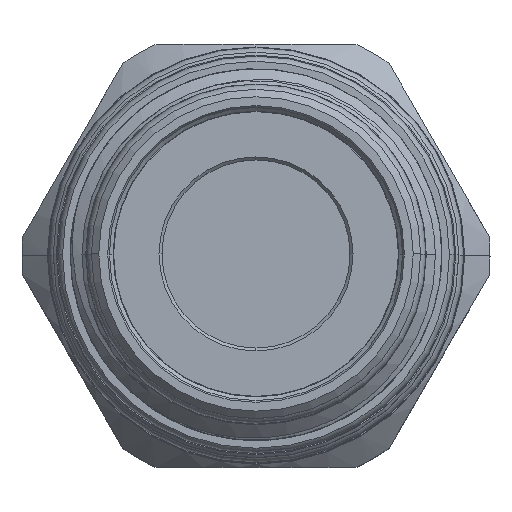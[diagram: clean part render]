
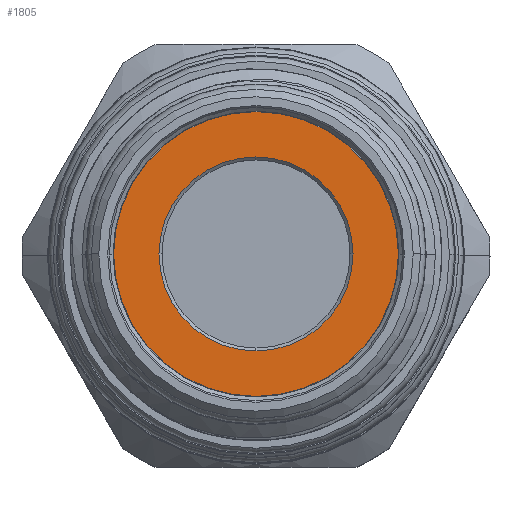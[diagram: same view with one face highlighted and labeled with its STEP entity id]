
A CAD part, top view. The second image highlights one B-rep face of the part: STEP entity #1805.
In plain terms, the highlighted planar face has unit normal (0, 0, 1).
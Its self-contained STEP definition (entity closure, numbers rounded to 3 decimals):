
#42 = CARTESIAN_POINT ( 'NONE',  ( 0., 9.615, 19.06 ) ) ;
#329 = CIRCLE ( 'NONE', #4040, 9.615 ) ;
#389 = DIRECTION ( 'NONE',  ( 0., -1., 0. ) ) ;
#411 = VERTEX_POINT ( 'NONE', #5688 ) ;
#815 = DIRECTION ( 'NONE',  ( 0., 0., 1. ) ) ;
#1047 = CIRCLE ( 'NONE', #2013, 9.615 ) ;
#1056 = CARTESIAN_POINT ( 'NONE',  ( 0., 0., 19.06 ) ) ;
#1141 = CIRCLE ( 'NONE', #4476, 6.55 ) ;
#1308 = EDGE_LOOP ( 'NONE', ( #3149, #7496 ) ) ;
#1650 = VERTEX_POINT ( 'NONE', #8615 ) ;
#1805 = ADVANCED_FACE ( 'NONE', ( #6020, #8059 ), #4374, .T. ) ;
#1912 = EDGE_CURVE ( 'NONE', #411, #5332, #8182, .T. ) ;
#2013 = AXIS2_PLACEMENT_3D ( 'NONE', #8159, #8725, #8064 ) ;
#2181 = DIRECTION ( 'NONE',  ( 0., 1., 0. ) ) ;
#2652 = VERTEX_POINT ( 'NONE', #42 ) ;
#3149 = ORIENTED_EDGE ( 'NONE', *, *, #5815, .T. ) ;
#3271 = EDGE_CURVE ( 'NONE', #1650, #2652, #1047, .T. ) ;
#3494 = CARTESIAN_POINT ( 'NONE',  ( 0., 0., 19.06 ) ) ;
#4040 = AXIS2_PLACEMENT_3D ( 'NONE', #1056, #7130, #5029 ) ;
#4374 = PLANE ( 'NONE',  #8535 ) ;
#4416 = AXIS2_PLACEMENT_3D ( 'NONE', #8034, #6679, #5917 ) ;
#4476 = AXIS2_PLACEMENT_3D ( 'NONE', #6540, #6574, #389 ) ;
#4910 = EDGE_LOOP ( 'NONE', ( #8342, #6648 ) ) ;
#5029 = DIRECTION ( 'NONE',  ( 0., -1., 0. ) ) ;
#5034 = EDGE_CURVE ( 'NONE', #2652, #1650, #329, .T. ) ;
#5153 = CARTESIAN_POINT ( 'NONE',  ( 0., 6.55, 19.06 ) ) ;
#5332 = VERTEX_POINT ( 'NONE', #5153 ) ;
#5688 = CARTESIAN_POINT ( 'NONE',  ( 0., -6.55, 19.06 ) ) ;
#5815 = EDGE_CURVE ( 'NONE', #5332, #411, #1141, .T. ) ;
#5917 = DIRECTION ( 'NONE',  ( 0., -1., 0. ) ) ;
#6020 = FACE_BOUND ( 'NONE', #1308, .T. ) ;
#6540 = CARTESIAN_POINT ( 'NONE',  ( 0., 0., 19.06 ) ) ;
#6574 = DIRECTION ( 'NONE',  ( 0., 0., -1. ) ) ;
#6648 = ORIENTED_EDGE ( 'NONE', *, *, #5034, .F. ) ;
#6679 = DIRECTION ( 'NONE',  ( 0., 0., -1. ) ) ;
#7130 = DIRECTION ( 'NONE',  ( 0., 0., -1. ) ) ;
#7496 = ORIENTED_EDGE ( 'NONE', *, *, #1912, .T. ) ;
#8034 = CARTESIAN_POINT ( 'NONE',  ( 0., 0., 19.06 ) ) ;
#8059 = FACE_OUTER_BOUND ( 'NONE', #4910, .T. ) ;
#8064 = DIRECTION ( 'NONE',  ( 0., -1., 0. ) ) ;
#8159 = CARTESIAN_POINT ( 'NONE',  ( 0., 0., 19.06 ) ) ;
#8182 = CIRCLE ( 'NONE', #4416, 6.55 ) ;
#8342 = ORIENTED_EDGE ( 'NONE', *, *, #3271, .F. ) ;
#8535 = AXIS2_PLACEMENT_3D ( 'NONE', #3494, #815, #2181 ) ;
#8615 = CARTESIAN_POINT ( 'NONE',  ( 0., -9.615, 19.06 ) ) ;
#8725 = DIRECTION ( 'NONE',  ( 0., 0., -1. ) ) ;
